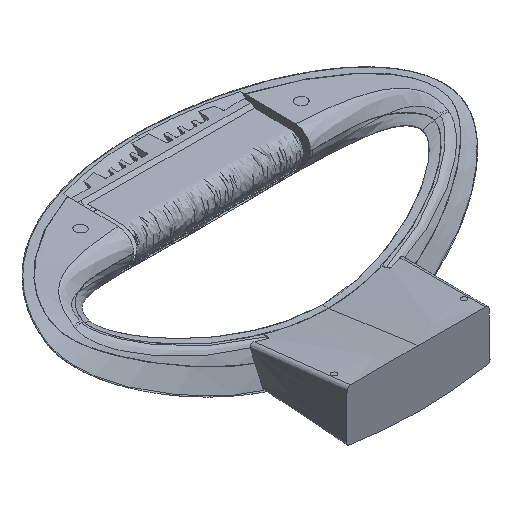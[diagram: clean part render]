
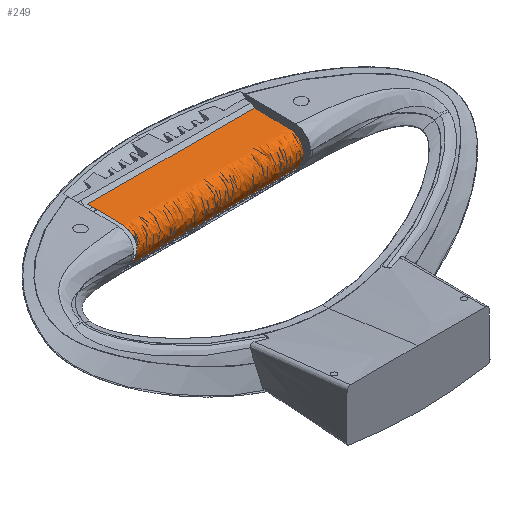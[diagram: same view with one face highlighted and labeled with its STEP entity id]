
A CAD part, isometric view. The second image highlights one B-rep face of the part: STEP entity #249.
In plain terms, the highlighted free-form (B-spline) face has degree [3, 1] with [21, 2] control points.
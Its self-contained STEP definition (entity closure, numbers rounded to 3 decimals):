
#84=B_SPLINE_SURFACE_WITH_KNOTS($,3,1,((#7635,#7636),(#7637,#7638),(#7639,
#7640),(#7641,#7642),(#7643,#7644),(#7645,#7646),(#7647,#7648),(#7649,#7650),
(#7651,#7652),(#7653,#7654),(#7655,#7656),(#7657,#7658),(#7659,#7660),(#7661,
#7662),(#7663,#7664),(#7665,#7666),(#7667,#7668),(#7669,#7670),(#7671,#7672),
(#7673,#7674),(#7675,#7676)),.UNSPECIFIED.,.F.,.F.,.F.,(4,3,3,3,2,3,3,4),
(2,2),(-23.243,0.,5.037,6.037,6.537,
7.037,8.037,13.21),(34.227,170.583),
.UNSPECIFIED.);
#249=ADVANCED_FACE($,(#352),#84,.T.);
#352=FACE_OUTER_BOUND($,#460,.T.);
#460=EDGE_LOOP($,(#809,#810,#811,#812));
#809=ORIENTED_EDGE($,*,*,#1226,.T.);
#810=ORIENTED_EDGE($,*,*,#1229,.T.);
#811=ORIENTED_EDGE($,*,*,#1227,.F.);
#812=ORIENTED_EDGE($,*,*,#1228,.T.);
#1226=EDGE_CURVE($,#1482,#1483,#1783,.T.);
#1227=EDGE_CURVE($,#1484,#1485,#1784,.T.);
#1228=EDGE_CURVE($,#1484,#1482,#1785,.T.);
#1229=EDGE_CURVE($,#1483,#1485,#1786,.T.);
#1482=VERTEX_POINT($,#7677);
#1483=VERTEX_POINT($,#7678);
#1484=VERTEX_POINT($,#7679);
#1485=VERTEX_POINT($,#7680);
#1783=B_SPLINE_CURVE_WITH_KNOTS($,3,(#7595,#7596,#7597,#7598,#7599,#7600,
#7601,#7602,#7603,#7604,#7605,#7606,#7607,#7608,#7609,#7610,#7611,#7612),
.UNSPECIFIED.,.F.,.F.,(4,2,2,2,2,2,2,2,4),(0.,4.016,8.036,
15.458,31.77,35.77,39.724,47.642,
63.474),.UNSPECIFIED.);
#1784=B_SPLINE_CURVE_WITH_KNOTS($,3,(#7613,#7614,#7615,#7616,#7617,#7618,
#7619,#7620,#7621,#7622,#7623,#7624,#7625,#7626,#7627,#7628,#7629,#7630),
.UNSPECIFIED.,.F.,.F.,(4,2,2,2,2,2,2,2,4),(0.,4.016,8.036,
15.458,31.77,35.77,39.724,47.642,
63.474),.UNSPECIFIED.);
#1785=B_SPLINE_CURVE_WITH_KNOTS($,1,(#7631,#7632),.UNSPECIFIED.,.F.,.F.,
(2,2),(34.884,170.583),.UNSPECIFIED.);
#1786=B_SPLINE_CURVE_WITH_KNOTS($,1,(#7633,#7634),.UNSPECIFIED.,.F.,.F.,
(2,2),(-169.926,-34.227),.UNSPECIFIED.);
#7595=CARTESIAN_POINT($,(-95.484,84.359,17.099));
#7596=CARTESIAN_POINT($,(-95.484,83.554,18.148));
#7597=CARTESIAN_POINT($,(-95.484,82.749,19.197));
#7598=CARTESIAN_POINT($,(-95.484,81.139,21.295));
#7599=CARTESIAN_POINT($,(-95.484,80.335,22.337));
#7600=CARTESIAN_POINT($,(-95.484,78.461,25.633));
#7601=CARTESIAN_POINT($,(-95.484,77.445,28.5));
#7602=CARTESIAN_POINT($,(-95.484,77.066,36.5));
#7603=CARTESIAN_POINT($,(-95.484,80.529,41.454));
#7604=CARTESIAN_POINT($,(-95.484,87.087,43.471));
#7605=CARTESIAN_POINT($,(-95.484,88.372,43.591));
#7606=CARTESIAN_POINT($,(-95.484,91.029,43.614));
#7607=CARTESIAN_POINT($,(-95.484,92.351,43.626));
#7608=CARTESIAN_POINT($,(-95.484,96.318,43.66));
#7609=CARTESIAN_POINT($,(-95.484,98.964,43.683));
#7610=CARTESIAN_POINT($,(-95.484,106.901,43.753));
#7611=CARTESIAN_POINT($,(-95.484,112.191,43.799));
#7612=CARTESIAN_POINT($,(-95.484,117.481,43.845));
#7613=CARTESIAN_POINT($,(40.215,84.359,17.099));
#7614=CARTESIAN_POINT($,(40.215,83.554,18.148));
#7615=CARTESIAN_POINT($,(40.215,82.749,19.197));
#7616=CARTESIAN_POINT($,(40.215,81.139,21.295));
#7617=CARTESIAN_POINT($,(40.215,80.335,22.337));
#7618=CARTESIAN_POINT($,(40.215,78.461,25.633));
#7619=CARTESIAN_POINT($,(40.215,77.445,28.5));
#7620=CARTESIAN_POINT($,(40.215,77.066,36.5));
#7621=CARTESIAN_POINT($,(40.215,80.529,41.454));
#7622=CARTESIAN_POINT($,(40.215,87.087,43.471));
#7623=CARTESIAN_POINT($,(40.215,88.372,43.591));
#7624=CARTESIAN_POINT($,(40.215,91.029,43.614));
#7625=CARTESIAN_POINT($,(40.215,92.351,43.626));
#7626=CARTESIAN_POINT($,(40.215,96.318,43.66));
#7627=CARTESIAN_POINT($,(40.215,98.964,43.683));
#7628=CARTESIAN_POINT($,(40.215,106.901,43.753));
#7629=CARTESIAN_POINT($,(40.215,112.191,43.799));
#7630=CARTESIAN_POINT($,(40.215,117.481,43.845));
#7631=CARTESIAN_POINT($,(40.215,84.359,17.099));
#7632=CARTESIAN_POINT($,(-95.484,84.359,17.099));
#7633=CARTESIAN_POINT($,(-95.484,117.481,43.845));
#7634=CARTESIAN_POINT($,(40.215,117.481,43.845));
#7635=CARTESIAN_POINT($,(40.215,117.481,43.845));
#7636=CARTESIAN_POINT($,(-96.141,117.481,43.845));
#7637=CARTESIAN_POINT($,(40.323,109.735,43.777));
#7638=CARTESIAN_POINT($,(-96.033,109.735,43.777));
#7639=CARTESIAN_POINT($,(40.431,101.988,43.71));
#7640=CARTESIAN_POINT($,(-95.925,101.988,43.71));
#7641=CARTESIAN_POINT($,(40.539,94.241,43.642));
#7642=CARTESIAN_POINT($,(-95.817,94.241,43.642));
#7643=CARTESIAN_POINT($,(40.546,92.562,43.627));
#7644=CARTESIAN_POINT($,(-95.81,92.562,43.627));
#7645=CARTESIAN_POINT($,(40.553,90.884,43.613));
#7646=CARTESIAN_POINT($,(-95.803,90.884,43.613));
#7647=CARTESIAN_POINT($,(40.559,89.205,43.598));
#7648=CARTESIAN_POINT($,(-95.797,89.205,43.598));
#7649=CARTESIAN_POINT($,(40.552,88.18,43.589));
#7650=CARTESIAN_POINT($,(-95.805,88.18,43.589));
#7651=CARTESIAN_POINT($,(40.544,87.174,43.452));
#7652=CARTESIAN_POINT($,(-95.812,87.174,43.452));
#7653=CARTESIAN_POINT($,(40.536,86.201,43.191));
#7654=CARTESIAN_POINT($,(-95.82,86.201,43.191));
#7655=CARTESIAN_POINT($,(40.515,83.289,42.408));
#7656=CARTESIAN_POINT($,(-95.841,83.289,42.408));
#7657=CARTESIAN_POINT($,(40.513,80.739,40.515));
#7658=CARTESIAN_POINT($,(-95.843,80.739,40.515));
#7659=CARTESIAN_POINT($,(40.548,77.565,35.456));
#7660=CARTESIAN_POINT($,(-95.809,77.565,35.456));
#7661=CARTESIAN_POINT($,(40.583,76.959,32.346));
#7662=CARTESIAN_POINT($,(-95.773,76.959,32.346));
#7663=CARTESIAN_POINT($,(40.63,77.516,29.382));
#7664=CARTESIAN_POINT($,(-95.726,77.516,29.382));
#7665=CARTESIAN_POINT($,(40.677,78.075,26.409));
#7666=CARTESIAN_POINT($,(-95.679,78.075,26.409));
#7667=CARTESIAN_POINT($,(40.729,79.348,23.589));
#7668=CARTESIAN_POINT($,(-95.627,79.348,23.589));
#7669=CARTESIAN_POINT($,(40.782,81.21,21.203));
#7670=CARTESIAN_POINT($,(-95.574,81.21,21.203));
#7671=CARTESIAN_POINT($,(40.812,82.26,19.835));
#7672=CARTESIAN_POINT($,(-95.544,82.26,19.835));
#7673=CARTESIAN_POINT($,(40.842,83.309,18.467));
#7674=CARTESIAN_POINT($,(-95.514,83.309,18.467));
#7675=CARTESIAN_POINT($,(40.872,84.359,17.099));
#7676=CARTESIAN_POINT($,(-95.484,84.359,17.099));
#7677=CARTESIAN_POINT($,(-95.484,84.359,17.099));
#7678=CARTESIAN_POINT($,(-95.484,117.481,43.845));
#7679=CARTESIAN_POINT($,(40.215,84.359,17.099));
#7680=CARTESIAN_POINT($,(40.215,117.481,43.845));
